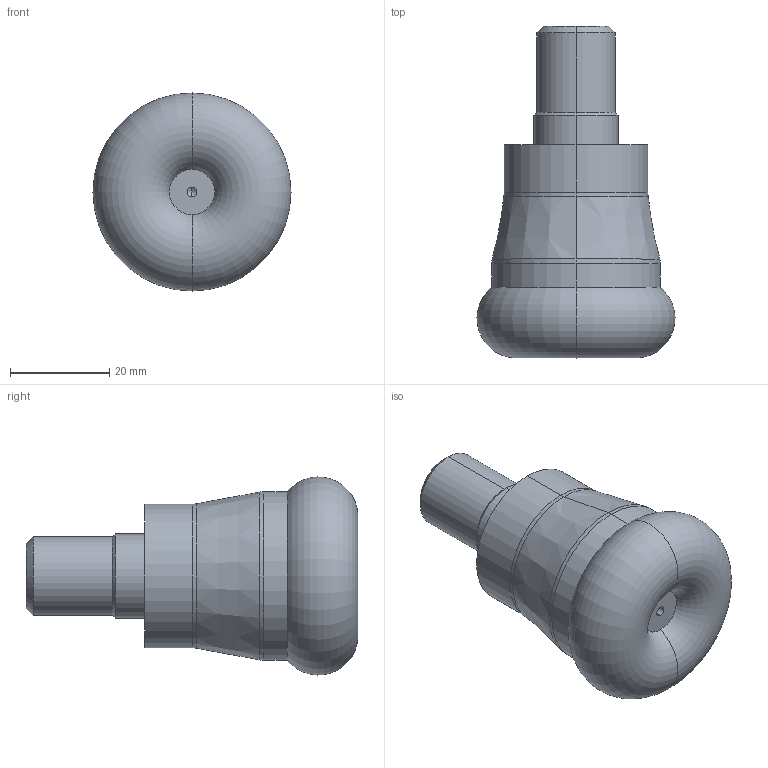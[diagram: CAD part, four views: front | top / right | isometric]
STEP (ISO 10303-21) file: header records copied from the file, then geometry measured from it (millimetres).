
FILE_DESCRIPTION (( 'STEP AP203' ), '1' );
FILE_NAME ('S809-40-43-02-16-.STEP', '2019-04-05T08:04:12', ( '' ), ( '' ), 'SwSTEP 2.0', 'SolidWorks 2018', '' );
FILE_SCHEMA (( 'CONFIG_CONTROL_DESIGN' ));
Length unit declared in the file: millimetre
Products named in the file (1): S809-40-43-02-16-
Bounding box: 39.99 x 67 x 39.99 mm (x, y, z)
Volume: 41655.7 mm3; surface area: 7432.2 mm2
Topology: 1 solids, 1 shells, 31 faces, 64 edges, 34 vertices
Faces by surface type: cylinder 12, cone 10, bspline 4, plane 3, torus 2
Entity records: 909 total; most frequent: CARTESIAN_POINT 186, DIRECTION 154, ORIENTED_EDGE 120, AXIS2_PLACEMENT_3D 66, EDGE_CURVE 60, CIRCLE 38, VERTEX_POINT 34, EDGE_LOOP 34
